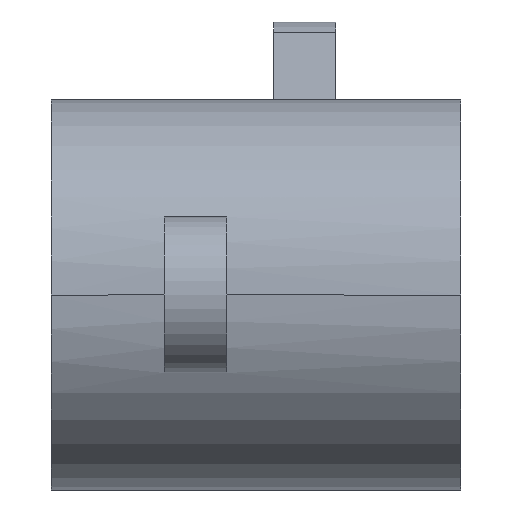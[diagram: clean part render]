
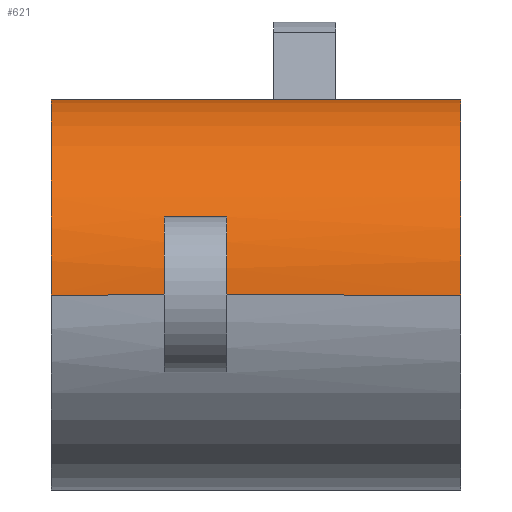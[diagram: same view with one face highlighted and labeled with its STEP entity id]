
A CAD part, left-side view. The second image highlights one B-rep face of the part: STEP entity #621.
In plain terms, the highlighted cylindrical face has radius 50 mm (diameter 100 mm), a partial arc.
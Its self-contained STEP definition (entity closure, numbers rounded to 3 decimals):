
#21=CARTESIAN_POINT('',(0.,0.,0.));
#22=DIRECTION('',(0.,1.,0.));
#23=DIRECTION('',(-1.,0.,0.));
#24=AXIS2_PLACEMENT_3D('',#21,#22,#23);
#41=DIRECTION('',(0.,1.,0.));
#42=VECTOR('',#41,105.);
#43=CARTESIAN_POINT('',(50.,0.,0.));
#44=LINE('',#43,#42);
#100=CARTESIAN_POINT('',(0.,60.,0.));
#101=DIRECTION('',(0.,1.,0.));
#102=DIRECTION('',(-1.,0.,0.));
#103=AXIS2_PLACEMENT_3D('',#100,#101,#102);
#105=DIRECTION('',(0.,1.,0.));
#106=VECTOR('',#105,16.);
#107=CARTESIAN_POINT('',(-45.826,60.,20.));
#108=LINE('',#107,#106);
#109=CARTESIAN_POINT('',(0.,76.,0.));
#110=DIRECTION('',(0.,1.,0.));
#111=DIRECTION('',(-1.,0.,0.));
#112=AXIS2_PLACEMENT_3D('',#109,#110,#111);
#114=DIRECTION('',(0.,1.,0.));
#115=VECTOR('',#114,29.);
#116=CARTESIAN_POINT('',(-50.,76.,0.));
#117=LINE('',#116,#115);
#118=DIRECTION('',(0.,1.,0.));
#119=VECTOR('',#118,60.);
#120=CARTESIAN_POINT('',(-50.,0.,0.));
#121=LINE('',#120,#119);
#122=CARTESIAN_POINT('',(0.,32.,0.));
#123=DIRECTION('',(0.,1.,0.));
#124=DIRECTION('',(0.594,0.,0.805));
#125=AXIS2_PLACEMENT_3D('',#122,#123,#124);
#127=DIRECTION('',(0.,1.,0.));
#128=VECTOR('',#127,16.);
#129=CARTESIAN_POINT('',(49.686,32.,5.592));
#130=LINE('',#129,#128);
#131=CARTESIAN_POINT('',(0.,48.,0.));
#132=DIRECTION('',(0.,1.,0.));
#133=DIRECTION('',(0.594,0.,0.805));
#134=AXIS2_PLACEMENT_3D('',#131,#132,#133);
#136=DIRECTION('',(0.,1.,0.));
#137=VECTOR('',#136,16.);
#138=CARTESIAN_POINT('',(29.686,32.,40.233));
#139=LINE('',#138,#137);
#153=CARTESIAN_POINT('',(0.,105.,0.));
#154=DIRECTION('',(0.,1.,0.));
#155=DIRECTION('',(-1.,0.,0.));
#156=AXIS2_PLACEMENT_3D('',#153,#154,#155);
#386=CARTESIAN_POINT('',(50.,0.,0.));
#387=CARTESIAN_POINT('',(-50.,0.,0.));
#388=VERTEX_POINT('',#386);
#389=VERTEX_POINT('',#387);
#390=CARTESIAN_POINT('',(50.,105.,0.));
#391=CARTESIAN_POINT('',(-50.,105.,0.));
#392=VERTEX_POINT('',#390);
#393=VERTEX_POINT('',#391);
#403=CARTESIAN_POINT('',(-50.,60.,0.));
#405=VERTEX_POINT('',#403);
#407=CARTESIAN_POINT('',(-50.,76.,0.));
#409=VERTEX_POINT('',#407);
#410=CARTESIAN_POINT('',(-45.826,60.,20.));
#411=VERTEX_POINT('',#410);
#412=CARTESIAN_POINT('',(-45.826,76.,20.));
#413=VERTEX_POINT('',#412);
#422=CARTESIAN_POINT('',(29.686,32.,40.233));
#423=CARTESIAN_POINT('',(49.686,32.,5.592));
#424=VERTEX_POINT('',#422);
#425=VERTEX_POINT('',#423);
#426=CARTESIAN_POINT('',(29.686,48.,40.233));
#427=CARTESIAN_POINT('',(49.686,48.,5.592));
#428=VERTEX_POINT('',#426);
#429=VERTEX_POINT('',#427);
#594=CARTESIAN_POINT('',(0.,0.,0.));
#595=DIRECTION('',(0.,1.,0.));
#596=DIRECTION('',(1.,0.,0.));
#597=AXIS2_PLACEMENT_3D('',#594,#595,#596);
#598=CYLINDRICAL_SURFACE('',#597,50.);
#599=ORIENTED_EDGE('',*,*,#547,.T.);
#601=ORIENTED_EDGE('',*,*,#600,.T.);
#602=ORIENTED_EDGE('',*,*,#578,.F.);
#603=ORIENTED_EDGE('',*,*,#526,.T.);
#605=ORIENTED_EDGE('',*,*,#604,.T.);
#606=ORIENTED_EDGE('',*,*,#522,.F.);
#607=ORIENTED_EDGE('',*,*,#501,.F.);
#608=ORIENTED_EDGE('',*,*,#519,.T.);
#609=EDGE_LOOP('',(#599,#601,#602,#603,#605,#606,#607,#608));
#610=FACE_OUTER_BOUND('',#609,.F.);
#612=ORIENTED_EDGE('',*,*,#611,.T.);
#614=ORIENTED_EDGE('',*,*,#613,.T.);
#616=ORIENTED_EDGE('',*,*,#615,.F.);
#618=ORIENTED_EDGE('',*,*,#617,.F.);
#619=EDGE_LOOP('',(#612,#614,#616,#618));
#620=FACE_BOUND('',#619,.F.);
#25=CIRCLE('',#24,50.);
#104=CIRCLE('',#103,50.);
#113=CIRCLE('',#112,50.);
#126=CIRCLE('',#125,50.);
#135=CIRCLE('',#134,50.);
#157=CIRCLE('',#156,50.);
#501=EDGE_CURVE('',#389,#388,#25,.T.);
#519=EDGE_CURVE('',#389,#405,#121,.T.);
#522=EDGE_CURVE('',#388,#392,#44,.T.);
#526=EDGE_CURVE('',#409,#393,#117,.T.);
#547=EDGE_CURVE('',#405,#411,#104,.T.);
#578=EDGE_CURVE('',#409,#413,#113,.T.);
#600=EDGE_CURVE('',#411,#413,#108,.T.);
#604=EDGE_CURVE('',#393,#392,#157,.T.);
#611=EDGE_CURVE('',#424,#425,#126,.T.);
#613=EDGE_CURVE('',#425,#429,#130,.T.);
#615=EDGE_CURVE('',#428,#429,#135,.T.);
#617=EDGE_CURVE('',#424,#428,#139,.T.);
#621=ADVANCED_FACE('',(#610,#620),#598,.T.);
